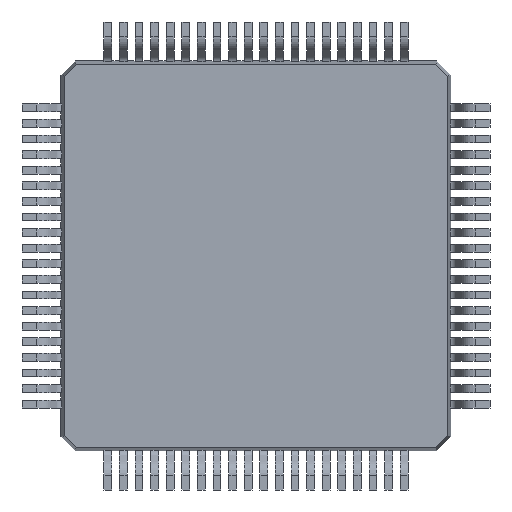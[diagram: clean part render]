
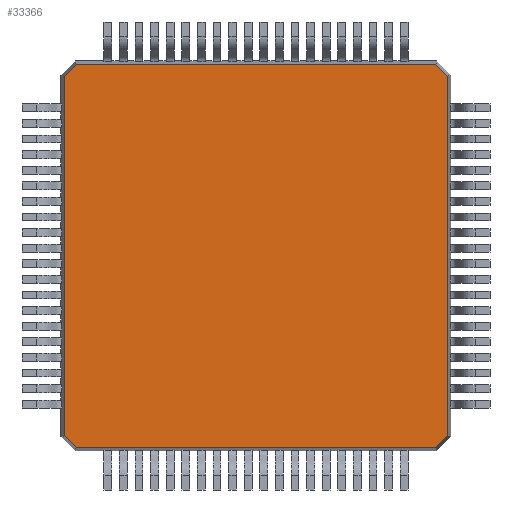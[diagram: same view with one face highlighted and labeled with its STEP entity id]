
A CAD part, front view. The second image highlights one B-rep face of the part: STEP entity #33366.
In plain terms, the highlighted planar face has unit normal (0, -1, 0).
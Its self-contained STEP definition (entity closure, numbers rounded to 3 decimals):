
#8083 = VERTEX_POINT ( 'NONE', #29800 ) ;
#29800 = CARTESIAN_POINT ( 'NONE',  ( -4.603, 0.2, -4.912 ) ) ;
#30348 = CARTESIAN_POINT ( 'NONE',  ( -4.912, 0.2, -4.603 ) ) ;
#30403 = CARTESIAN_POINT ( 'NONE',  ( -4.912, 0.2, 4.603 ) ) ;
#30404 = DIRECTION ( 'NONE',  ( 0., 0., 1. ) ) ;
#30405 = VECTOR ( 'NONE', #30404, 1000. ) ;
#30406 = CARTESIAN_POINT ( 'NONE',  ( -4.912, 0.2, 4.64 ) ) ;
#30407 = LINE ( 'NONE', #30406, #30405 ) ;
#31162 = CARTESIAN_POINT ( 'NONE',  ( 4.912, 0.2, -4.603 ) ) ;
#31163 = DIRECTION ( 'NONE',  ( 0., 0., -1. ) ) ;
#31164 = VECTOR ( 'NONE', #31163, 1000. ) ;
#31165 = CARTESIAN_POINT ( 'NONE',  ( 4.912, 0.2, 4.64 ) ) ;
#31166 = LINE ( 'NONE', #31165, #31164 ) ;
#31167 = CARTESIAN_POINT ( 'NONE',  ( 4.912, 0.2, 4.603 ) ) ;
#31798 = DIRECTION ( 'NONE',  ( -1., 0., 0. ) ) ;
#31799 = VECTOR ( 'NONE', #31798, 1000. ) ;
#31800 = CARTESIAN_POINT ( 'NONE',  ( -4.64, 0.2, -4.912 ) ) ;
#31801 = LINE ( 'NONE', #31800, #31799 ) ;
#31802 = CARTESIAN_POINT ( 'NONE',  ( 4.603, 0.2, -4.912 ) ) ;
#31850 = DIRECTION ( 'NONE',  ( -0.707, 0., 0.707 ) ) ;
#31851 = VECTOR ( 'NONE', #31850, 1000. ) ;
#31852 = CARTESIAN_POINT ( 'NONE',  ( -4.938, 0.2, -4.578 ) ) ;
#31853 = LINE ( 'NONE', #31852, #31851 ) ;
#32364 = VERTEX_POINT ( 'NONE', #30348 ) ;
#32366 = EDGE_CURVE ( 'NONE', #32364, #32367, #30407, .T. ) ;
#32367 = VERTEX_POINT ( 'NONE', #30403 ) ;
#32734 = VERTEX_POINT ( 'NONE', #31167 ) ;
#32736 = EDGE_CURVE ( 'NONE', #32734, #32737, #31166, .T. ) ;
#32737 = VERTEX_POINT ( 'NONE', #31162 ) ;
#33148 = VERTEX_POINT ( 'NONE', #31802 ) ;
#33150 = EDGE_CURVE ( 'NONE', #33148, #8083, #31801, .T. ) ;
#33157 = EDGE_CURVE ( 'NONE', #8083, #32364, #31853, .T. ) ;
#33364 = EDGE_CURVE ( 'NONE', #32367, #34867, #36466, .T. ) ;
#33366 = ADVANCED_FACE ( 'NONE', ( #36462 ), #36460, .T. ) ;
#33367 = EDGE_LOOP ( 'NONE', ( #33368, #33369, #33428, #33429, #33430, #33431, #33432, #33433 ) ) ;
#33368 = ORIENTED_EDGE ( 'NONE', *, *, #32366, .F. ) ;
#33369 = ORIENTED_EDGE ( 'NONE', *, *, #33157, .F. ) ;
#33372 = EDGE_CURVE ( 'NONE', #32737, #33148, #36461, .T. ) ;
#33380 = EDGE_CURVE ( 'NONE', #34870, #32734, #36502, .T. ) ;
#33428 = ORIENTED_EDGE ( 'NONE', *, *, #33150, .F. ) ;
#33429 = ORIENTED_EDGE ( 'NONE', *, *, #33372, .F. ) ;
#33430 = ORIENTED_EDGE ( 'NONE', *, *, #32736, .F. ) ;
#33431 = ORIENTED_EDGE ( 'NONE', *, *, #33380, .F. ) ;
#33432 = ORIENTED_EDGE ( 'NONE', *, *, #34869, .F. ) ;
#33433 = ORIENTED_EDGE ( 'NONE', *, *, #33364, .F. ) ;
#34867 = VERTEX_POINT ( 'NONE', #40319 ) ;
#34869 = EDGE_CURVE ( 'NONE', #34867, #34870, #40318, .T. ) ;
#34870 = VERTEX_POINT ( 'NONE', #40314 ) ;
#36453 = DIRECTION ( 'NONE',  ( -0.707, 0., -0.707 ) ) ;
#36454 = VECTOR ( 'NONE', #36453, 1000. ) ;
#36455 = CARTESIAN_POINT ( 'NONE',  ( 4.578, 0.2, -4.938 ) ) ;
#36456 = DIRECTION ( 'NONE',  ( 0., 0., -1. ) ) ;
#36457 = DIRECTION ( 'NONE',  ( 0., -1., 0. ) ) ;
#36458 = CARTESIAN_POINT ( 'NONE',  ( -5., 0.2, -5. ) ) ;
#36459 = AXIS2_PLACEMENT_3D ( 'NONE', #36458, #36457, #36456 ) ;
#36460 = PLANE ( 'NONE',  #36459 ) ;
#36461 = LINE ( 'NONE', #36455, #36454 ) ;
#36462 = FACE_OUTER_BOUND ( 'NONE', #33367, .T. ) ;
#36463 = DIRECTION ( 'NONE',  ( 0.707, 0., 0.707 ) ) ;
#36464 = VECTOR ( 'NONE', #36463, 1000. ) ;
#36465 = CARTESIAN_POINT ( 'NONE',  ( -4.938, 0.2, 4.578 ) ) ;
#36466 = LINE ( 'NONE', #36465, #36464 ) ;
#36499 = DIRECTION ( 'NONE',  ( 0.707, 0., -0.707 ) ) ;
#36500 = VECTOR ( 'NONE', #36499, 1000. ) ;
#36501 = CARTESIAN_POINT ( 'NONE',  ( 4.578, 0.2, 4.938 ) ) ;
#36502 = LINE ( 'NONE', #36501, #36500 ) ;
#40314 = CARTESIAN_POINT ( 'NONE',  ( 4.603, 0.2, 4.912 ) ) ;
#40315 = DIRECTION ( 'NONE',  ( 1., 0., 0. ) ) ;
#40316 = VECTOR ( 'NONE', #40315, 1000. ) ;
#40317 = CARTESIAN_POINT ( 'NONE',  ( -4.64, 0.2, 4.912 ) ) ;
#40318 = LINE ( 'NONE', #40317, #40316 ) ;
#40319 = CARTESIAN_POINT ( 'NONE',  ( -4.603, 0.2, 4.912 ) ) ;
